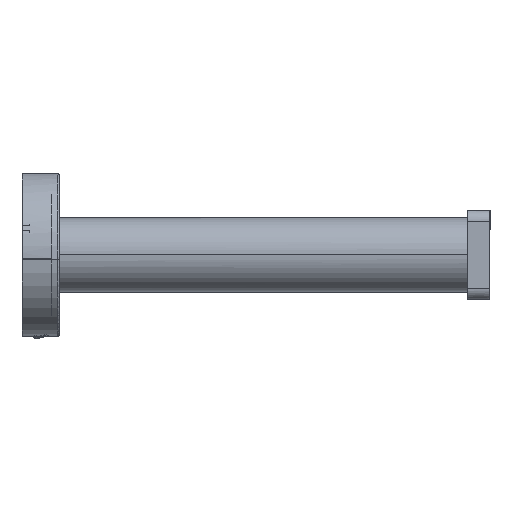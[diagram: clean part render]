
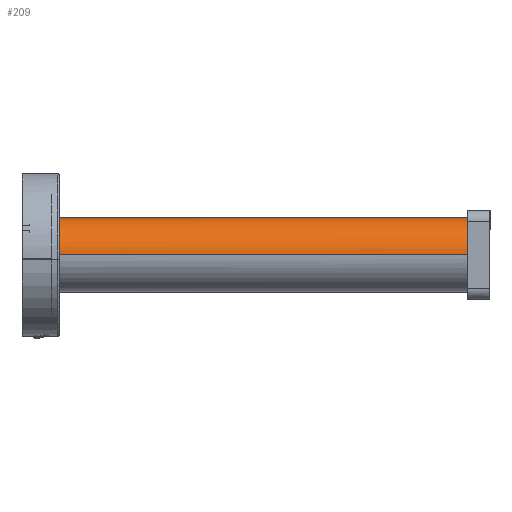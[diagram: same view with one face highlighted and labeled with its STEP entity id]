
A CAD part, left-side view. The second image highlights one B-rep face of the part: STEP entity #209.
In plain terms, the highlighted cylindrical face has radius 10 mm (diameter 20 mm), a partial arc.
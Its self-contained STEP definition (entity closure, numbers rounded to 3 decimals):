
#48=CYLINDRICAL_SURFACE('',#3798,10.);
#209=ADVANCED_FACE('',(#402),#48,.T.);
#402=FACE_OUTER_BOUND('',#601,.T.);
#601=EDGE_LOOP('',(#910,#911,#912,#913,#914,#915));
#910=ORIENTED_EDGE('',*,*,#1897,.F.);
#911=ORIENTED_EDGE('',*,*,#1902,.T.);
#912=ORIENTED_EDGE('',*,*,#1901,.F.);
#913=ORIENTED_EDGE('',*,*,#1903,.T.);
#914=ORIENTED_EDGE('',*,*,#1899,.F.);
#915=ORIENTED_EDGE('',*,*,#1904,.T.);
#1897=EDGE_CURVE('',#3199,#3200,#2724,.T.);
#1899=EDGE_CURVE('',#3201,#3202,#2726,.T.);
#1901=EDGE_CURVE('',#3203,#3198,#2727,.T.);
#1902=EDGE_CURVE('',#3199,#3198,#2508,.T.);
#1903=EDGE_CURVE('',#3203,#3202,#2509,.T.);
#1904=EDGE_CURVE('',#3201,#3200,#2728,.T.);
#2508=(
BOUNDED_CURVE()
B_SPLINE_CURVE(2,(#4427,#4428,#4429,#4430,#4431),.UNSPECIFIED.,.F.,.F.)
B_SPLINE_CURVE_WITH_KNOTS((3,2,3),(0.,15.708,31.416),
 .UNSPECIFIED.)
CURVE()
GEOMETRIC_REPRESENTATION_ITEM()
RATIONAL_B_SPLINE_CURVE((1.,0.707,1.,0.707,1.))
REPRESENTATION_ITEM('')
);
#2509=(
BOUNDED_CURVE()
B_SPLINE_CURVE(2,(#4432,#4433,#4434,#4435,#4436),.UNSPECIFIED.,.F.,.F.)
B_SPLINE_CURVE_WITH_KNOTS((3,2,3),(0.,15.708,31.416),
 .UNSPECIFIED.)
CURVE()
GEOMETRIC_REPRESENTATION_ITEM()
RATIONAL_B_SPLINE_CURVE((1.,0.707,1.,0.707,1.))
REPRESENTATION_ITEM('')
);
#2724=B_SPLINE_CURVE_WITH_KNOTS('',1,(#4388,#4389),.UNSPECIFIED.,.F.,.F.,
(2,2),(0.,53.15),.UNSPECIFIED.);
#2726=B_SPLINE_CURVE_WITH_KNOTS('',1,(#4418,#4419),.UNSPECIFIED.,.F.,.F.,
(2,2),(0.,53.15),.UNSPECIFIED.);
#2727=B_SPLINE_CURVE_WITH_KNOTS('',1,(#4425,#4426),.UNSPECIFIED.,.F.,.F.,
(2,2),(0.,110.),.UNSPECIFIED.);
#2728=B_SPLINE_CURVE_WITH_KNOTS('',3,(#4437,#4438,#4439,#4440,#4441,#4442,
#4443,#4444,#4445,#4446,#4447,#4448,#4449,#4450,#4451,#4452,#4453,#4454,
#4455,#4456,#4457,#4458,#4459,#4460,#4461,#4462,#4463,#4464),
 .UNSPECIFIED.,.F.,.F.,(4,2,2,2,2,2,2,2,2,2,2,2,2,4),(0.,0.365,
0.731,1.096,1.461,2.192,2.557,
2.922,3.653,4.383,4.749,5.114,
5.479,5.845),.UNSPECIFIED.);
#3198=VERTEX_POINT('',#4377);
#3199=VERTEX_POINT('',#4378);
#3200=VERTEX_POINT('',#4379);
#3201=VERTEX_POINT('',#4380);
#3202=VERTEX_POINT('',#4381);
#3203=VERTEX_POINT('',#4382);
#3798=AXIS2_PLACEMENT_3D('',#4376,#3969,$);
#3969=DIRECTION('',(0.,0.,1.));
#4376=CARTESIAN_POINT('',(-400.,0.,-56.5));
#4377=CARTESIAN_POINT('',(-410.,0.,-111.5));
#4378=CARTESIAN_POINT('',(-390.,0.,-111.5));
#4379=CARTESIAN_POINT('',(-390.,0.,-58.35));
#4380=CARTESIAN_POINT('',(-390.,0.,-54.65));
#4381=CARTESIAN_POINT('',(-390.,0.,-1.5));
#4382=CARTESIAN_POINT('',(-410.,0.,-1.5));
#4388=CARTESIAN_POINT('',(-390.,0.,-111.5));
#4389=CARTESIAN_POINT('',(-390.,0.,-58.35));
#4418=CARTESIAN_POINT('',(-390.,0.,-54.65));
#4419=CARTESIAN_POINT('',(-390.,0.,-1.5));
#4425=CARTESIAN_POINT('',(-410.,0.,-1.5));
#4426=CARTESIAN_POINT('',(-410.,0.,-111.5));
#4427=CARTESIAN_POINT('',(-390.,0.,-111.5));
#4428=CARTESIAN_POINT('',(-390.,10.,-111.5));
#4429=CARTESIAN_POINT('',(-400.,10.,-111.5));
#4430=CARTESIAN_POINT('',(-410.,10.,-111.5));
#4431=CARTESIAN_POINT('',(-410.,0.,-111.5));
#4432=CARTESIAN_POINT('',(-410.,0.,-1.5));
#4433=CARTESIAN_POINT('',(-410.,10.,-1.5));
#4434=CARTESIAN_POINT('',(-400.,10.,-1.5));
#4435=CARTESIAN_POINT('',(-390.,10.,-1.5));
#4436=CARTESIAN_POINT('',(-390.,0.,-1.5));
#4437=CARTESIAN_POINT('',(-390.,0.,-54.65));
#4438=CARTESIAN_POINT('',(-390.,0.121,-54.65));
#4439=CARTESIAN_POINT('',(-390.002,0.244,-54.662));
#4440=CARTESIAN_POINT('',(-390.011,0.481,-54.71));
#4441=CARTESIAN_POINT('',(-390.017,0.597,-54.745));
#4442=CARTESIAN_POINT('',(-390.033,0.82,-54.837));
#4443=CARTESIAN_POINT('',(-390.043,0.929,-54.895));
#4444=CARTESIAN_POINT('',(-390.063,1.129,-55.029));
#4445=CARTESIAN_POINT('',(-390.075,1.222,-55.106));
#4446=CARTESIAN_POINT('',(-390.109,1.48,-55.364));
#4447=CARTESIAN_POINT('',(-390.131,1.616,-55.567));
#4448=CARTESIAN_POINT('',(-390.155,1.756,-55.904));
#4449=CARTESIAN_POINT('',(-390.162,1.791,-56.019));
#4450=CARTESIAN_POINT('',(-390.17,1.838,-56.257));
#4451=CARTESIAN_POINT('',(-390.173,1.85,-56.38));
#4452=CARTESIAN_POINT('',(-390.173,1.85,-56.743));
#4453=CARTESIAN_POINT('',(-390.163,1.801,-56.986));
#4454=CARTESIAN_POINT('',(-390.131,1.616,-57.432));
#4455=CARTESIAN_POINT('',(-390.108,1.479,-57.638));
#4456=CARTESIAN_POINT('',(-390.075,1.223,-57.893));
#4457=CARTESIAN_POINT('',(-390.063,1.128,-57.971));
#4458=CARTESIAN_POINT('',(-390.043,0.928,-58.105));
#4459=CARTESIAN_POINT('',(-390.033,0.821,-58.162));
#4460=CARTESIAN_POINT('',(-390.017,0.597,-58.255));
#4461=CARTESIAN_POINT('',(-390.011,0.48,-58.291));
#4462=CARTESIAN_POINT('',(-390.002,0.243,-58.338));
#4463=CARTESIAN_POINT('',(-390.,0.123,-58.35));
#4464=CARTESIAN_POINT('',(-390.,0.,-58.35));
